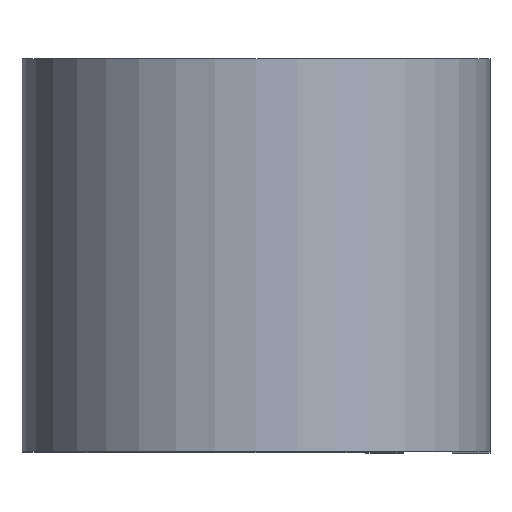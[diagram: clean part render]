
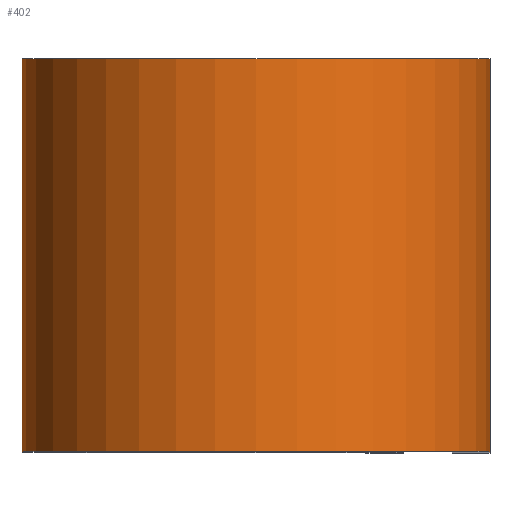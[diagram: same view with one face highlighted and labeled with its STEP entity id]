
A CAD part, top view. The second image highlights one B-rep face of the part: STEP entity #402.
In plain terms, the highlighted cylindrical face has radius 7.569 mm (diameter 15.138 mm), a partial arc.
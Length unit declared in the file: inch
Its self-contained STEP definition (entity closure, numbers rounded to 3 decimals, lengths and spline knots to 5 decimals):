
#11 = DIRECTION ( 'NONE',  ( 1., 0., 0. ) ) ;
#14 = AXIS2_PLACEMENT_3D ( 'NONE', #662, #278, #710 ) ;
#93 = LINE ( 'NONE', #608, #746 ) ;
#162 = VECTOR ( 'NONE', #515, 39.37008 ) ;
#169 = ORIENTED_EDGE ( 'NONE', *, *, #404, .T. ) ;
#202 = DIRECTION ( 'NONE',  ( 0., 0., -1. ) ) ;
#206 = DIRECTION ( 'NONE',  ( 0., -1., 0. ) ) ;
#273 = VERTEX_POINT ( 'NONE', #749 ) ;
#278 = DIRECTION ( 'NONE',  ( 0., 1., 0. ) ) ;
#305 = FACE_OUTER_BOUND ( 'NONE', #495, .T. ) ;
#342 = CARTESIAN_POINT ( 'NONE',  ( -0.298, -0.25, 0.5 ) ) ;
#343 = DIRECTION ( 'NONE',  ( 0., -1., 0. ) ) ;
#366 = CIRCLE ( 'NONE', #538, 0.298 ) ;
#371 = VERTEX_POINT ( 'NONE', #342 ) ;
#402 = ADVANCED_FACE ( 'NONE', ( #305 ), #443, .T. ) ;
#404 = EDGE_CURVE ( 'NONE', #273, #371, #93, .T. ) ;
#408 = ORIENTED_EDGE ( 'NONE', *, *, #731, .T. ) ;
#419 = CARTESIAN_POINT ( 'NONE',  ( 0.298, -0.25, 0.5 ) ) ;
#424 = CARTESIAN_POINT ( 'NONE',  ( 0.298, 0.25, 0.5 ) ) ;
#436 = VERTEX_POINT ( 'NONE', #419 ) ;
#443 = CYLINDRICAL_SURFACE ( 'NONE', #714, 0.298 ) ;
#462 = CIRCLE ( 'NONE', #14, 0.298 ) ;
#472 = DIRECTION ( 'NONE',  ( 0., 1., 0. ) ) ;
#473 = VERTEX_POINT ( 'NONE', #424 ) ;
#495 = EDGE_LOOP ( 'NONE', ( #408, #514, #556, #169 ) ) ;
#514 = ORIENTED_EDGE ( 'NONE', *, *, #520, .F. ) ;
#515 = DIRECTION ( 'NONE',  ( 0., -1., 0. ) ) ;
#520 = EDGE_CURVE ( 'NONE', #473, #436, #811, .T. ) ;
#538 = AXIS2_PLACEMENT_3D ( 'NONE', #813, #472, #11 ) ;
#546 = CARTESIAN_POINT ( 'NONE',  ( 0., 0.25, 0.5 ) ) ;
#556 = ORIENTED_EDGE ( 'NONE', *, *, #781, .F. ) ;
#608 = CARTESIAN_POINT ( 'NONE',  ( -0.298, 0.25, 0.5 ) ) ;
#662 = CARTESIAN_POINT ( 'NONE',  ( 0., 0.25, 0.5 ) ) ;
#710 = DIRECTION ( 'NONE',  ( 1., 0., 0. ) ) ;
#714 = AXIS2_PLACEMENT_3D ( 'NONE', #546, #343, #202 ) ;
#731 = EDGE_CURVE ( 'NONE', #371, #436, #366, .T. ) ;
#746 = VECTOR ( 'NONE', #206, 39.37008 ) ;
#749 = CARTESIAN_POINT ( 'NONE',  ( -0.298, 0.25, 0.5 ) ) ;
#781 = EDGE_CURVE ( 'NONE', #273, #473, #462, .T. ) ;
#811 = LINE ( 'NONE', #852, #162 ) ;
#813 = CARTESIAN_POINT ( 'NONE',  ( 0., -0.25, 0.5 ) ) ;
#852 = CARTESIAN_POINT ( 'NONE',  ( 0.298, 0.25, 0.5 ) ) ;
